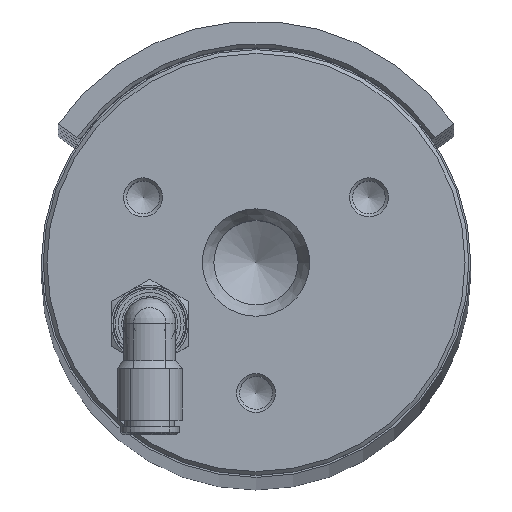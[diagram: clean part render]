
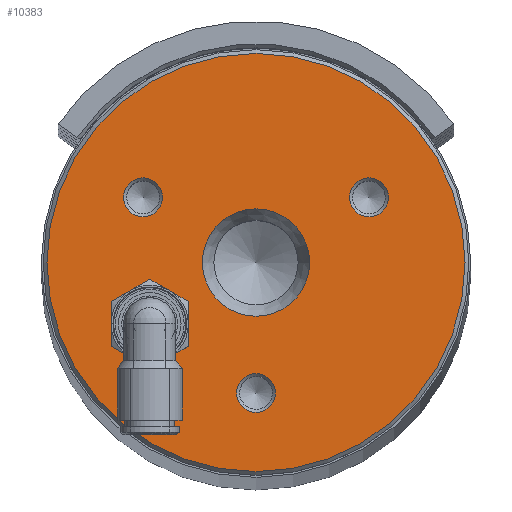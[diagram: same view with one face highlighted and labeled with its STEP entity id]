
A CAD part, top view. The second image highlights one B-rep face of the part: STEP entity #10383.
In plain terms, the highlighted face is planar.
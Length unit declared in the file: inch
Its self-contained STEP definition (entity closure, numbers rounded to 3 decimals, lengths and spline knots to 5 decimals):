
#325 = CARTESIAN_POINT ( 'NONE',  ( -0.15846, -1.0625, -1.8775 ) ) ;
#502 = FACE_BOUND ( 'NONE', #1584, .T. ) ;
#559 = DIRECTION ( 'NONE',  ( 0., 0., -1. ) ) ;
#632 = CIRCLE ( 'NONE', #3950, 0.15846 ) ;
#979 = AXIS2_PLACEMENT_3D ( 'NONE', #5801, #9319, #4192 ) ;
#1131 = VERTEX_POINT ( 'NONE', #8246 ) ;
#1167 = CARTESIAN_POINT ( 'NONE',  ( 0., 0., -1.8775 ) ) ;
#1211 = CARTESIAN_POINT ( 'NONE',  ( 0., 0., -1.8775 ) ) ;
#1264 = DIRECTION ( 'NONE',  ( 0., 0., -1. ) ) ;
#1584 = EDGE_LOOP ( 'NONE', ( #1923 ) ) ;
#1626 = CARTESIAN_POINT ( 'NONE',  ( 0., -1.0625, -1.8775 ) ) ;
#1784 = CARTESIAN_POINT ( 'NONE',  ( 0.76169, 0.53125, -1.8775 ) ) ;
#1923 = ORIENTED_EDGE ( 'NONE', *, *, #2612, .F. ) ;
#2082 = CIRCLE ( 'NONE', #979, 0.15846 ) ;
#2508 = EDGE_CURVE ( 'NONE', #3522, #3522, #2082, .T. ) ;
#2612 = EDGE_CURVE ( 'NONE', #10562, #10562, #10569, .T. ) ;
#2718 = ORIENTED_EDGE ( 'NONE', *, *, #5721, .F. ) ;
#2897 = ORIENTED_EDGE ( 'NONE', *, *, #2508, .F. ) ;
#3065 = EDGE_LOOP ( 'NONE', ( #7338 ) ) ;
#3373 = DIRECTION ( 'NONE',  ( 0., 0., -1. ) ) ;
#3522 = VERTEX_POINT ( 'NONE', #7048 ) ;
#3950 = AXIS2_PLACEMENT_3D ( 'NONE', #1626, #4112, #7644 ) ;
#4064 = EDGE_LOOP ( 'NONE', ( #6757 ) ) ;
#4112 = DIRECTION ( 'NONE',  ( 0., 0., -1. ) ) ;
#4145 = CIRCLE ( 'NONE', #10405, 0.25998 ) ;
#4192 = DIRECTION ( 'NONE',  ( -1., 0., 0. ) ) ;
#4204 = CARTESIAN_POINT ( 'NONE',  ( 1.75, -6.6443, -1.8775 ) ) ;
#4695 = DIRECTION ( 'NONE',  ( 0., 0., -1. ) ) ;
#5141 = EDGE_LOOP ( 'NONE', ( #2718 ) ) ;
#5362 = EDGE_CURVE ( 'NONE', #1131, #1131, #10782, .T. ) ;
#5412 = CARTESIAN_POINT ( 'NONE',  ( -0.4375, 0., -1.8775 ) ) ;
#5438 = EDGE_CURVE ( 'NONE', #9162, #9162, #4145, .T. ) ;
#5529 = VERTEX_POINT ( 'NONE', #325 ) ;
#5582 = EDGE_CURVE ( 'NONE', #5529, #5529, #632, .T. ) ;
#5721 = EDGE_CURVE ( 'NONE', #9976, #9976, #9674, .T. ) ;
#5801 = CARTESIAN_POINT ( 'NONE',  ( -0.92015, 0.53125, -1.8775 ) ) ;
#5814 = FACE_OUTER_BOUND ( 'NONE', #4064, .T. ) ;
#5933 = FACE_BOUND ( 'NONE', #3065, .T. ) ;
#5994 = FACE_BOUND ( 'NONE', #5141, .T. ) ;
#6085 = CARTESIAN_POINT ( 'NONE',  ( 0.92015, 0.53125, -1.8775 ) ) ;
#6187 = ORIENTED_EDGE ( 'NONE', *, *, #5582, .F. ) ;
#6531 = AXIS2_PLACEMENT_3D ( 'NONE', #1211, #1264, #10750 ) ;
#6742 = FACE_BOUND ( 'NONE', #11286, .T. ) ;
#6757 = ORIENTED_EDGE ( 'NONE', *, *, #5362, .T. ) ;
#6862 = FACE_BOUND ( 'NONE', #10536, .T. ) ;
#7048 = CARTESIAN_POINT ( 'NONE',  ( -1.07862, 0.53125, -1.8775 ) ) ;
#7338 = ORIENTED_EDGE ( 'NONE', *, *, #5438, .F. ) ;
#7644 = DIRECTION ( 'NONE',  ( -1., 0., 0. ) ) ;
#7650 = DIRECTION ( 'NONE',  ( -1., 0., 0. ) ) ;
#8227 = DIRECTION ( 'NONE',  ( -1., 0., 0. ) ) ;
#8246 = CARTESIAN_POINT ( 'NONE',  ( -1.704, 0., -1.8775 ) ) ;
#8451 = DIRECTION ( 'NONE',  ( -1., 0., 0. ) ) ;
#8476 = PLANE ( 'NONE',  #10231 ) ;
#8534 = DIRECTION ( 'NONE',  ( -1., 0., 0. ) ) ;
#8623 = DIRECTION ( 'NONE',  ( 0., 0., -1. ) ) ;
#9104 = CARTESIAN_POINT ( 'NONE',  ( -0.25998, 1., -1.8775 ) ) ;
#9162 = VERTEX_POINT ( 'NONE', #9104 ) ;
#9319 = DIRECTION ( 'NONE',  ( 0., 0., -1. ) ) ;
#9649 = AXIS2_PLACEMENT_3D ( 'NONE', #6085, #3373, #7650 ) ;
#9674 = CIRCLE ( 'NONE', #6531, 0.4375 ) ;
#9976 = VERTEX_POINT ( 'NONE', #5412 ) ;
#10231 = AXIS2_PLACEMENT_3D ( 'NONE', #4204, #559, #8534 ) ;
#10383 = ADVANCED_FACE ( 'NONE', ( #6862, #502, #6742, #5933, #5994, #5814 ), #8476, .T. ) ;
#10405 = AXIS2_PLACEMENT_3D ( 'NONE', #11222, #8623, #8451 ) ;
#10536 = EDGE_LOOP ( 'NONE', ( #6187 ) ) ;
#10562 = VERTEX_POINT ( 'NONE', #1784 ) ;
#10569 = CIRCLE ( 'NONE', #9649, 0.15846 ) ;
#10750 = DIRECTION ( 'NONE',  ( -1., 0., 0. ) ) ;
#10782 = CIRCLE ( 'NONE', #10963, 1.704 ) ;
#10963 = AXIS2_PLACEMENT_3D ( 'NONE', #1167, #4695, #8227 ) ;
#11222 = CARTESIAN_POINT ( 'NONE',  ( 0., 1., -1.8775 ) ) ;
#11286 = EDGE_LOOP ( 'NONE', ( #2897 ) ) ;
